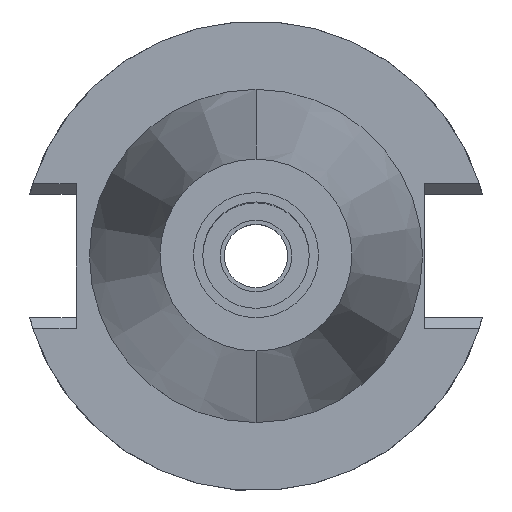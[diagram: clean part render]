
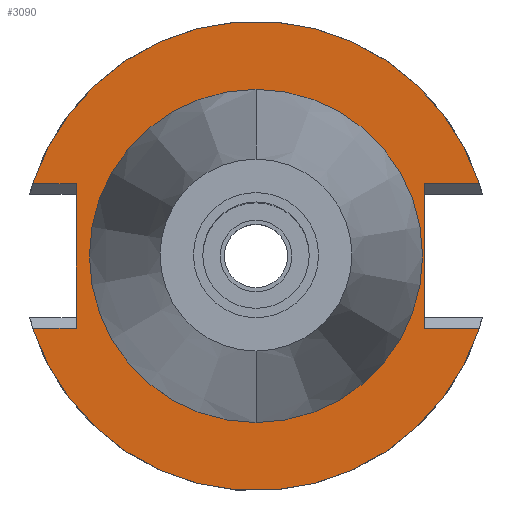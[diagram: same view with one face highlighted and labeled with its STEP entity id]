
A CAD part, top view. The second image highlights one B-rep face of the part: STEP entity #3090.
In plain terms, the highlighted planar face has unit normal (0, 0, 1).
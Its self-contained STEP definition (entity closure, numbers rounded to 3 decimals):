
#130 = VERTEX_POINT ( 'NONE', #1224 ) ;
#132 = VERTEX_POINT ( 'NONE', #2972 ) ;
#277 = CARTESIAN_POINT ( 'NONE',  ( 46.821, -15.155, -1.5 ) ) ;
#293 = EDGE_LOOP ( 'NONE', ( #2149, #2534 ) ) ;
#307 = PLANE ( 'NONE',  #2695 ) ;
#318 = CARTESIAN_POINT ( 'NONE',  ( 35.27, 15.155, -1.5 ) ) ;
#354 = FACE_OUTER_BOUND ( 'NONE', #2726, .T. ) ;
#364 = CIRCLE ( 'NONE', #2680, 34.925 ) ;
#512 = AXIS2_PLACEMENT_3D ( 'NONE', #998, #1253, #2817 ) ;
#553 = CARTESIAN_POINT ( 'NONE',  ( 0., 0., -1.5 ) ) ;
#613 = CARTESIAN_POINT ( 'NONE',  ( 35.27, -15.155, -1.5 ) ) ;
#644 = EDGE_CURVE ( 'NONE', #2602, #1657, #794, .T. ) ;
#673 = EDGE_CURVE ( 'NONE', #875, #3001, #3035, .T. ) ;
#794 = LINE ( 'NONE', #3066, #2074 ) ;
#828 = DIRECTION ( 'NONE',  ( 0., -1., 0. ) ) ;
#838 = CARTESIAN_POINT ( 'NONE',  ( 0., 34.925, -1.5 ) ) ;
#875 = VERTEX_POINT ( 'NONE', #613 ) ;
#880 = EDGE_CURVE ( 'NONE', #130, #875, #1909, .T. ) ;
#899 = EDGE_CURVE ( 'NONE', #1500, #2603, #364, .T. ) ;
#909 = DIRECTION ( 'NONE',  ( 1., 0., 0. ) ) ;
#910 = ORIENTED_EDGE ( 'NONE', *, *, #2379, .F. ) ;
#955 = CARTESIAN_POINT ( 'NONE',  ( 0., 0., -1.5 ) ) ;
#959 = EDGE_CURVE ( 'NONE', #1319, #2602, #2719, .T. ) ;
#966 = CARTESIAN_POINT ( 'NONE',  ( -46.821, 15.155, -1.5 ) ) ;
#982 = DIRECTION ( 'NONE',  ( 0., 0., -1. ) ) ;
#998 = CARTESIAN_POINT ( 'NONE',  ( 0., 0., -1.5 ) ) ;
#1034 = CIRCLE ( 'NONE', #2252, 34.925 ) ;
#1051 = CARTESIAN_POINT ( 'NONE',  ( -37.68, 15.155, -1.5 ) ) ;
#1054 = CARTESIAN_POINT ( 'NONE',  ( 35.27, -15.155, -1.5 ) ) ;
#1087 = CIRCLE ( 'NONE', #1522, 49.212 ) ;
#1106 = DIRECTION ( 'NONE',  ( 0., 0., -1. ) ) ;
#1113 = VECTOR ( 'NONE', #1470, 1000. ) ;
#1157 = EDGE_CURVE ( 'NONE', #1657, #132, #2510, .T. ) ;
#1224 = CARTESIAN_POINT ( 'NONE',  ( 35.27, 15.155, -1.5 ) ) ;
#1253 = DIRECTION ( 'NONE',  ( 0., 0., -1. ) ) ;
#1272 = LINE ( 'NONE', #3037, #2722 ) ;
#1274 = VECTOR ( 'NONE', #2261, 1000. ) ;
#1292 = DIRECTION ( 'NONE',  ( -1., 0., 0. ) ) ;
#1319 = VERTEX_POINT ( 'NONE', #3124 ) ;
#1331 = CARTESIAN_POINT ( 'NONE',  ( 0., 0., -1.5 ) ) ;
#1395 = DIRECTION ( 'NONE',  ( 0., 1., 0. ) ) ;
#1464 = CARTESIAN_POINT ( 'NONE',  ( 35.27, 15.155, -1.5 ) ) ;
#1470 = DIRECTION ( 'NONE',  ( 0., 1., 0. ) ) ;
#1500 = VERTEX_POINT ( 'NONE', #2947 ) ;
#1522 = AXIS2_PLACEMENT_3D ( 'NONE', #955, #982, #2005 ) ;
#1548 = ORIENTED_EDGE ( 'NONE', *, *, #1952, .T. ) ;
#1571 = ORIENTED_EDGE ( 'NONE', *, *, #959, .F. ) ;
#1657 = VERTEX_POINT ( 'NONE', #966 ) ;
#1662 = ORIENTED_EDGE ( 'NONE', *, *, #880, .F. ) ;
#1663 = ORIENTED_EDGE ( 'NONE', *, *, #1157, .F. ) ;
#1810 = DIRECTION ( 'NONE',  ( -1., 0., 0. ) ) ;
#1826 = EDGE_CURVE ( 'NONE', #130, #132, #2482, .T. ) ;
#1873 = FACE_BOUND ( 'NONE', #293, .T. ) ;
#1909 = LINE ( 'NONE', #318, #2837 ) ;
#1952 = EDGE_CURVE ( 'NONE', #1319, #2716, #1272, .T. ) ;
#2005 = DIRECTION ( 'NONE',  ( 0., -1., 0. ) ) ;
#2074 = VECTOR ( 'NONE', #1810, 1000. ) ;
#2149 = ORIENTED_EDGE ( 'NONE', *, *, #3069, .F. ) ;
#2236 = CARTESIAN_POINT ( 'NONE',  ( -37.68, -15.155, -1.5 ) ) ;
#2252 = AXIS2_PLACEMENT_3D ( 'NONE', #1331, #3170, #1395 ) ;
#2261 = DIRECTION ( 'NONE',  ( 1., 0., 0. ) ) ;
#2356 = DIRECTION ( 'NONE',  ( 0., -1., 0. ) ) ;
#2379 = EDGE_CURVE ( 'NONE', #3001, #2716, #1087, .T. ) ;
#2400 = DIRECTION ( 'NONE',  ( 0., -1., 0. ) ) ;
#2482 = LINE ( 'NONE', #1464, #3193 ) ;
#2493 = ORIENTED_EDGE ( 'NONE', *, *, #1826, .T. ) ;
#2510 = CIRCLE ( 'NONE', #512, 49.212 ) ;
#2534 = ORIENTED_EDGE ( 'NONE', *, *, #899, .F. ) ;
#2602 = VERTEX_POINT ( 'NONE', #1051 ) ;
#2603 = VERTEX_POINT ( 'NONE', #838 ) ;
#2680 = AXIS2_PLACEMENT_3D ( 'NONE', #553, #3148, #2400 ) ;
#2695 = AXIS2_PLACEMENT_3D ( 'NONE', #3185, #1106, #2356 ) ;
#2716 = VERTEX_POINT ( 'NONE', #3225 ) ;
#2719 = LINE ( 'NONE', #2236, #1113 ) ;
#2722 = VECTOR ( 'NONE', #1292, 1000. ) ;
#2726 = EDGE_LOOP ( 'NONE', ( #1548, #910, #2848, #1662, #2493, #1663, #2956, #1571 ) ) ;
#2817 = DIRECTION ( 'NONE',  ( 0., 1., 0. ) ) ;
#2837 = VECTOR ( 'NONE', #828, 1000. ) ;
#2848 = ORIENTED_EDGE ( 'NONE', *, *, #673, .F. ) ;
#2947 = CARTESIAN_POINT ( 'NONE',  ( 0., -34.925, -1.5 ) ) ;
#2956 = ORIENTED_EDGE ( 'NONE', *, *, #644, .F. ) ;
#2972 = CARTESIAN_POINT ( 'NONE',  ( 46.821, 15.155, -1.5 ) ) ;
#3001 = VERTEX_POINT ( 'NONE', #277 ) ;
#3035 = LINE ( 'NONE', #1054, #1274 ) ;
#3037 = CARTESIAN_POINT ( 'NONE',  ( -37.68, -15.155, -1.5 ) ) ;
#3066 = CARTESIAN_POINT ( 'NONE',  ( -37.68, 15.155, -1.5 ) ) ;
#3069 = EDGE_CURVE ( 'NONE', #2603, #1500, #1034, .T. ) ;
#3090 = ADVANCED_FACE ( 'NONE', ( #354, #1873 ), #307, .F. ) ;
#3124 = CARTESIAN_POINT ( 'NONE',  ( -37.68, -15.155, -1.5 ) ) ;
#3148 = DIRECTION ( 'NONE',  ( 0., 0., 1. ) ) ;
#3170 = DIRECTION ( 'NONE',  ( 0., 0., 1. ) ) ;
#3185 = CARTESIAN_POINT ( 'NONE',  ( 0., 0., -1.5 ) ) ;
#3193 = VECTOR ( 'NONE', #909, 1000. ) ;
#3225 = CARTESIAN_POINT ( 'NONE',  ( -46.821, -15.155, -1.5 ) ) ;
